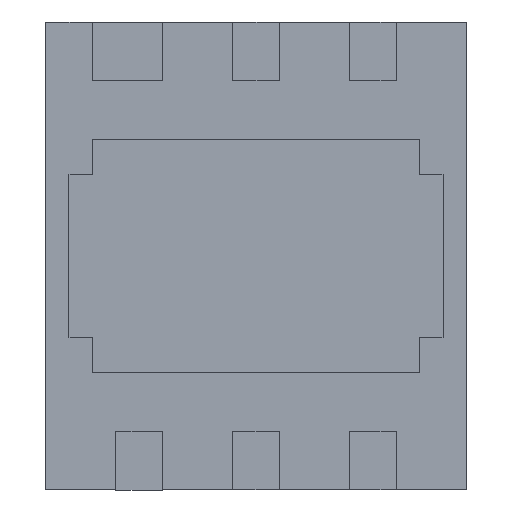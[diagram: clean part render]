
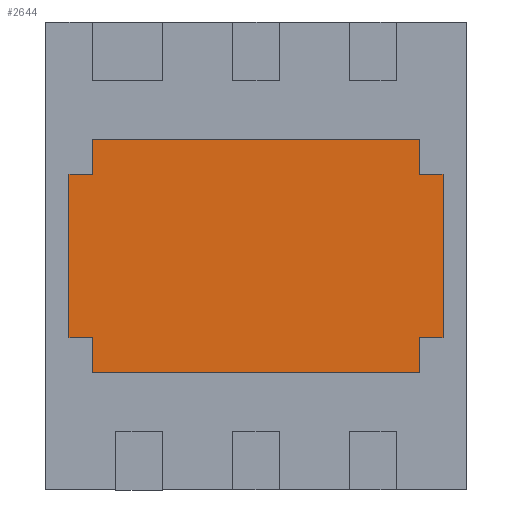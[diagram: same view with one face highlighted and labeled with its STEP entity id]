
A CAD part, front view. The second image highlights one B-rep face of the part: STEP entity #2644.
In plain terms, the highlighted planar face has unit normal (0, -1, 0).
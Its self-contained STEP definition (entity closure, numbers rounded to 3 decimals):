
#16 = CARTESIAN_POINT ( 'NONE',  ( 0.7, -0.02, 0.35 ) ) ;
#69 = DIRECTION ( 'NONE',  ( 1., 0., 0. ) ) ;
#73 = VERTEX_POINT ( 'NONE', #1539 ) ;
#75 = ORIENTED_EDGE ( 'NONE', *, *, #679, .T. ) ;
#125 = CARTESIAN_POINT ( 'NONE',  ( 0.8, -0.02, 0.35 ) ) ;
#150 = ORIENTED_EDGE ( 'NONE', *, *, #1728, .T. ) ;
#160 = LINE ( 'NONE', #2084, #1930 ) ;
#198 = ORIENTED_EDGE ( 'NONE', *, *, #1212, .T. ) ;
#206 = CARTESIAN_POINT ( 'NONE',  ( -0.8, -0.02, 0.35 ) ) ;
#221 = ORIENTED_EDGE ( 'NONE', *, *, #2307, .T. ) ;
#239 = ORIENTED_EDGE ( 'NONE', *, *, #386, .T. ) ;
#297 = EDGE_CURVE ( 'NONE', #1495, #1067, #2716, .T. ) ;
#333 = DIRECTION ( 'NONE',  ( 1., 0., 0. ) ) ;
#382 = VECTOR ( 'NONE', #1073, 1000. ) ;
#386 = EDGE_CURVE ( 'NONE', #867, #1266, #1923, .T. ) ;
#419 = EDGE_CURVE ( 'NONE', #471, #1495, #959, .T. ) ;
#449 = VECTOR ( 'NONE', #2093, 1000. ) ;
#458 = DIRECTION ( 'NONE',  ( 0., 0., -1. ) ) ;
#471 = VERTEX_POINT ( 'NONE', #1695 ) ;
#476 = VECTOR ( 'NONE', #69, 1000. ) ;
#479 = VECTOR ( 'NONE', #1083, 1000. ) ;
#549 = VERTEX_POINT ( 'NONE', #980 ) ;
#597 = DIRECTION ( 'NONE',  ( 1., 0., 0. ) ) ;
#663 = DIRECTION ( 'NONE',  ( 0., 0., 1. ) ) ;
#678 = VERTEX_POINT ( 'NONE', #1282 ) ;
#679 = EDGE_CURVE ( 'NONE', #1454, #471, #1308, .T. ) ;
#715 = CARTESIAN_POINT ( 'NONE',  ( -0.7, -0.02, -0.5 ) ) ;
#742 = CARTESIAN_POINT ( 'NONE',  ( -0.7, -0.02, 0.5 ) ) ;
#803 = DIRECTION ( 'NONE',  ( -1., 0., 0. ) ) ;
#818 = CARTESIAN_POINT ( 'NONE',  ( 0.7, -0.02, -0.35 ) ) ;
#867 = VERTEX_POINT ( 'NONE', #2662 ) ;
#959 = LINE ( 'NONE', #715, #476 ) ;
#965 = VECTOR ( 'NONE', #2024, 1000. ) ;
#980 = CARTESIAN_POINT ( 'NONE',  ( 0.8, -0.02, -0.35 ) ) ;
#981 = DIRECTION ( 'NONE',  ( 0., 0., -1. ) ) ;
#1059 = ORIENTED_EDGE ( 'NONE', *, *, #1679, .T. ) ;
#1067 = VERTEX_POINT ( 'NONE', #2615 ) ;
#1073 = DIRECTION ( 'NONE',  ( -1., 0., 0. ) ) ;
#1083 = DIRECTION ( 'NONE',  ( 0., 0., -1. ) ) ;
#1095 = DIRECTION ( 'NONE',  ( 0., 0., 1. ) ) ;
#1132 = EDGE_LOOP ( 'NONE', ( #239, #2213, #198, #1431, #75, #1715, #2216, #1059, #150, #1950, #2255, #221 ) ) ;
#1160 = VERTEX_POINT ( 'NONE', #16 ) ;
#1201 = CARTESIAN_POINT ( 'NONE',  ( -0.7, -0.02, -0.35 ) ) ;
#1212 = EDGE_CURVE ( 'NONE', #1377, #73, #1350, .T. ) ;
#1216 = DIRECTION ( 'NONE',  ( 0., 0., 1. ) ) ;
#1235 = LINE ( 'NONE', #2698, #2424 ) ;
#1266 = VERTEX_POINT ( 'NONE', #1769 ) ;
#1282 = CARTESIAN_POINT ( 'NONE',  ( 0.8, -0.02, 0.35 ) ) ;
#1308 = LINE ( 'NONE', #2132, #479 ) ;
#1350 = LINE ( 'NONE', #2458, #1700 ) ;
#1366 = LINE ( 'NONE', #2195, #2668 ) ;
#1377 = VERTEX_POINT ( 'NONE', #206 ) ;
#1409 = LINE ( 'NONE', #2235, #1660 ) ;
#1431 = ORIENTED_EDGE ( 'NONE', *, *, #1745, .T. ) ;
#1442 = FACE_OUTER_BOUND ( 'NONE', #1132, .T. ) ;
#1454 = VERTEX_POINT ( 'NONE', #1201 ) ;
#1495 = VERTEX_POINT ( 'NONE', #2634 ) ;
#1507 = CARTESIAN_POINT ( 'NONE',  ( 0., -0.02, 0. ) ) ;
#1526 = LINE ( 'NONE', #2129, #382 ) ;
#1531 = PLANE ( 'NONE',  #1800 ) ;
#1538 = CARTESIAN_POINT ( 'NONE',  ( 0.7, -0.02, 0.5 ) ) ;
#1539 = CARTESIAN_POINT ( 'NONE',  ( -0.8, -0.02, -0.35 ) ) ;
#1607 = VECTOR ( 'NONE', #663, 1000. ) ;
#1660 = VECTOR ( 'NONE', #333, 1000. ) ;
#1670 = LINE ( 'NONE', #125, #449 ) ;
#1679 = EDGE_CURVE ( 'NONE', #1067, #549, #1366, .T. ) ;
#1695 = CARTESIAN_POINT ( 'NONE',  ( -0.7, -0.02, -0.5 ) ) ;
#1700 = VECTOR ( 'NONE', #981, 1000. ) ;
#1715 = ORIENTED_EDGE ( 'NONE', *, *, #419, .T. ) ;
#1728 = EDGE_CURVE ( 'NONE', #549, #678, #1670, .T. ) ;
#1745 = EDGE_CURVE ( 'NONE', #73, #1454, #1409, .T. ) ;
#1769 = CARTESIAN_POINT ( 'NONE',  ( -0.7, -0.02, 0.35 ) ) ;
#1795 = LINE ( 'NONE', #742, #965 ) ;
#1800 = AXIS2_PLACEMENT_3D ( 'NONE', #1507, #2145, #1095 ) ;
#1904 = VECTOR ( 'NONE', #458, 1000. ) ;
#1923 = LINE ( 'NONE', #2366, #1904 ) ;
#1930 = VECTOR ( 'NONE', #1216, 1000. ) ;
#1950 = ORIENTED_EDGE ( 'NONE', *, *, #2681, .T. ) ;
#2024 = DIRECTION ( 'NONE',  ( -1., 0., 0. ) ) ;
#2073 = EDGE_CURVE ( 'NONE', #1266, #1377, #1526, .T. ) ;
#2084 = CARTESIAN_POINT ( 'NONE',  ( 0.7, -0.02, 0.5 ) ) ;
#2093 = DIRECTION ( 'NONE',  ( 0., 0., 1. ) ) ;
#2129 = CARTESIAN_POINT ( 'NONE',  ( -0.7, -0.02, 0.35 ) ) ;
#2132 = CARTESIAN_POINT ( 'NONE',  ( -0.7, -0.02, -0.35 ) ) ;
#2145 = DIRECTION ( 'NONE',  ( 0., 1., 0. ) ) ;
#2195 = CARTESIAN_POINT ( 'NONE',  ( 0.7, -0.02, -0.35 ) ) ;
#2213 = ORIENTED_EDGE ( 'NONE', *, *, #2073, .T. ) ;
#2216 = ORIENTED_EDGE ( 'NONE', *, *, #297, .T. ) ;
#2235 = CARTESIAN_POINT ( 'NONE',  ( -0.7, -0.02, -0.35 ) ) ;
#2255 = ORIENTED_EDGE ( 'NONE', *, *, #2379, .T. ) ;
#2259 = VERTEX_POINT ( 'NONE', #1538 ) ;
#2307 = EDGE_CURVE ( 'NONE', #2259, #867, #1795, .T. ) ;
#2366 = CARTESIAN_POINT ( 'NONE',  ( -0.7, -0.02, 0.5 ) ) ;
#2379 = EDGE_CURVE ( 'NONE', #1160, #2259, #160, .T. ) ;
#2424 = VECTOR ( 'NONE', #803, 1000. ) ;
#2458 = CARTESIAN_POINT ( 'NONE',  ( -0.8, -0.02, 0.35 ) ) ;
#2615 = CARTESIAN_POINT ( 'NONE',  ( 0.7, -0.02, -0.35 ) ) ;
#2634 = CARTESIAN_POINT ( 'NONE',  ( 0.7, -0.02, -0.5 ) ) ;
#2644 = ADVANCED_FACE ( 'NONE', ( #1442 ), #1531, .F. ) ;
#2662 = CARTESIAN_POINT ( 'NONE',  ( -0.7, -0.02, 0.5 ) ) ;
#2668 = VECTOR ( 'NONE', #597, 1000. ) ;
#2681 = EDGE_CURVE ( 'NONE', #678, #1160, #1235, .T. ) ;
#2698 = CARTESIAN_POINT ( 'NONE',  ( 0.7, -0.02, 0.35 ) ) ;
#2716 = LINE ( 'NONE', #818, #1607 ) ;
